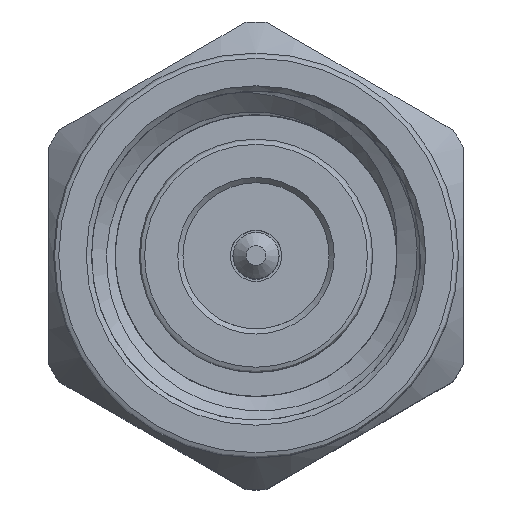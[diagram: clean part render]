
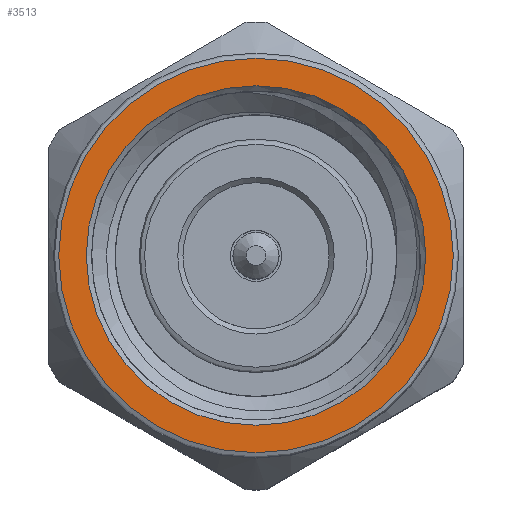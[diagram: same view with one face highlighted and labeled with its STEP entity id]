
A CAD part, top view. The second image highlights one B-rep face of the part: STEP entity #3513.
In plain terms, the highlighted face is planar.
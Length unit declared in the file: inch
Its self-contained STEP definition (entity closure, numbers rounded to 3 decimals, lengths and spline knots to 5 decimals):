
#7 = CIRCLE ( 'NONE', #3199, 0.12894 ) ;
#415 = DIRECTION ( 'NONE',  ( 1., 0., 0. ) ) ;
#432 = DIRECTION ( 'NONE',  ( 1., 0., 0. ) ) ;
#526 = CARTESIAN_POINT ( 'NONE',  ( 0., 0., 0. ) ) ;
#790 = FACE_OUTER_BOUND ( 'NONE', #3859, .T. ) ;
#903 = DIRECTION ( 'NONE',  ( 0., 0., -1. ) ) ;
#1063 = ORIENTED_EDGE ( 'NONE', *, *, #3789, .T. ) ;
#1068 = CARTESIAN_POINT ( 'NONE',  ( 0., 0.125, 0. ) ) ;
#1141 = AXIS2_PLACEMENT_3D ( 'NONE', #1068, #415, #4232 ) ;
#1463 = FACE_BOUND ( 'NONE', #1859, .T. ) ;
#1857 = PLANE ( 'NONE',  #1141 ) ;
#1859 = EDGE_LOOP ( 'NONE', ( #2183 ) ) ;
#2000 = VERTEX_POINT ( 'NONE', #3418 ) ;
#2008 = EDGE_CURVE ( 'NONE', #2000, #2000, #7, .T. ) ;
#2183 = ORIENTED_EDGE ( 'NONE', *, *, #2008, .T. ) ;
#2186 = DIRECTION ( 'NONE',  ( 0., 0., -1. ) ) ;
#2302 = DIRECTION ( 'NONE',  ( -1., 0., 0. ) ) ;
#3199 = AXIS2_PLACEMENT_3D ( 'NONE', #4295, #432, #2186 ) ;
#3418 = CARTESIAN_POINT ( 'NONE',  ( 0., 0., -0.12894 ) ) ;
#3505 = CIRCLE ( 'NONE', #3949, 0.14984 ) ;
#3513 = ADVANCED_FACE ( 'NONE', ( #1463, #790 ), #1857, .F. ) ;
#3532 = CARTESIAN_POINT ( 'NONE',  ( 0., 0., -0.14984 ) ) ;
#3789 = EDGE_CURVE ( 'NONE', #4263, #4263, #3505, .T. ) ;
#3859 = EDGE_LOOP ( 'NONE', ( #1063 ) ) ;
#3949 = AXIS2_PLACEMENT_3D ( 'NONE', #526, #2302, #903 ) ;
#4232 = DIRECTION ( 'NONE',  ( 0., 0., -1. ) ) ;
#4263 = VERTEX_POINT ( 'NONE', #3532 ) ;
#4295 = CARTESIAN_POINT ( 'NONE',  ( 0., 0., 0. ) ) ;
